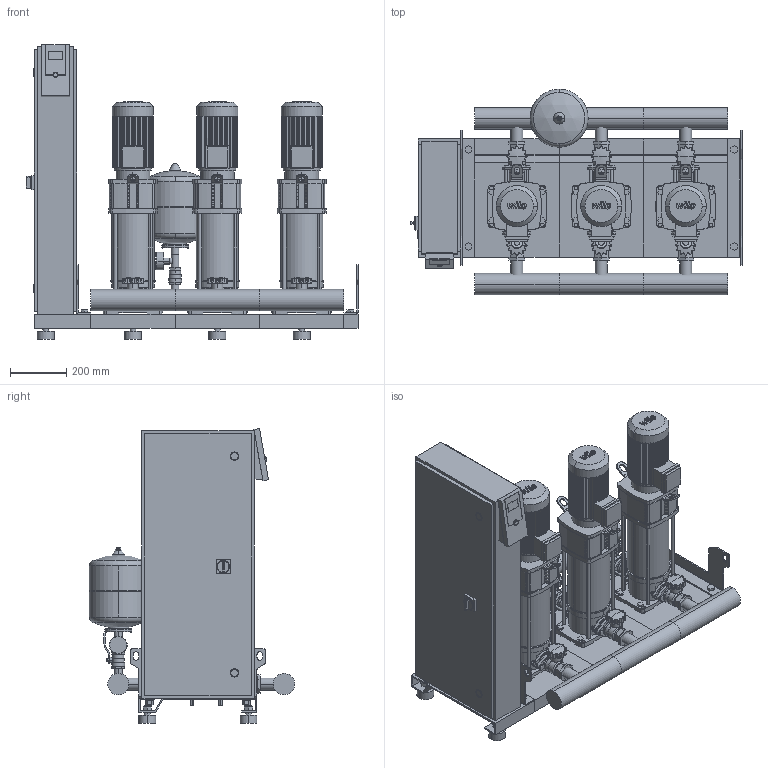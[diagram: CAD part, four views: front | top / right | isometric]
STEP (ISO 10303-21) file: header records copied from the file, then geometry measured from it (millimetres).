
FILE_DESCRIPTION((''),'2;1');
FILE_NAME('3d_SiBoostSmart3HELIXV605-2536007.stp','2016-01-25T10:28:03',(''),(''),'Mechanical Desktop 2009','Mechanical Desktop 2009',', , ');
FILE_SCHEMA(('CONFIG_CONTROL_DESIGN'));
Length unit declared in the file: millimetre
Products named in the file (1): Product
Bounding box: 1180 x 730.05 x 1048.4 mm (x, y, z)
Volume: 119518606.6 mm3; surface area: 8849020 mm2
Topology: 141 solids, 141 shells, 4063 faces, 10330 edges, 6781 vertices
Faces by surface type: plane 1710, bspline 1084, cylinder 1075, cone 156, torus 32, sphere 6
Entity records: 129684 total; most frequent: CARTESIAN_POINT 32345, ORIENTED_EDGE 20628, DIRECTION 18893, EDGE_CURVE 10314, VERTEX_POINT 6777, VECTOR 6771, LINE 6771, AXIS2_PLACEMENT_3D 6061
